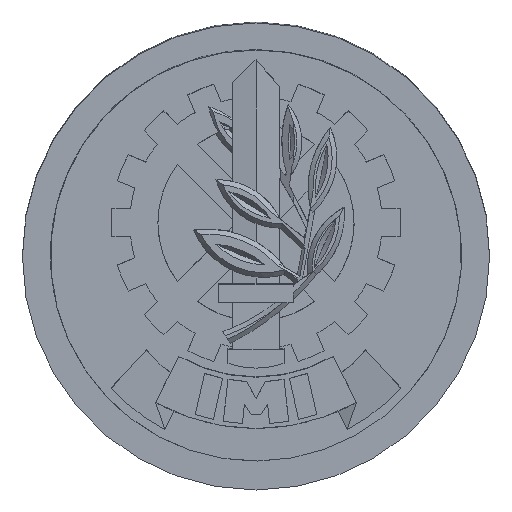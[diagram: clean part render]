
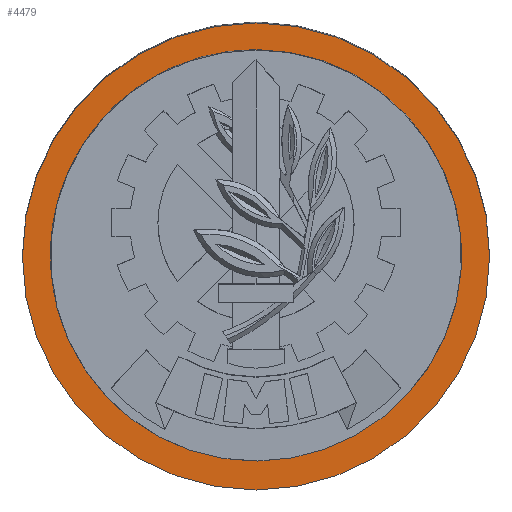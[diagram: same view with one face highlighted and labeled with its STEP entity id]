
A CAD part, top view. The second image highlights one B-rep face of the part: STEP entity #4479.
In plain terms, the highlighted face is planar.
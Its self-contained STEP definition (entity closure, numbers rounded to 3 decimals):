
#856=ELLIPSE('',#4753,11.,11.);
#890=B_SPLINE_CURVE_WITH_KNOTS('',3,(#6457,#6458,#6459,#6460),
 .UNSPECIFIED.,.F.,.F.,(4,4),(0.,1.),.UNSPECIFIED.);
#1084=ORIENTED_EDGE('',*,*,#2482,.F.);
#1085=ORIENTED_EDGE('',*,*,#2483,.F.);
#1086=ORIENTED_EDGE('',*,*,#2484,.T.);
#2482=EDGE_CURVE('',#3182,#3182,#3640,.T.);
#2483=EDGE_CURVE('',#3183,#3184,#890,.T.);
#2484=EDGE_CURVE('',#3183,#3184,#856,.T.);
#3182=VERTEX_POINT('',#6455);
#3183=VERTEX_POINT('',#6461);
#3184=VERTEX_POINT('',#6462);
#3640=CIRCLE('',#4751,12.5);
#3783=EDGE_LOOP('',(#1084));
#3784=EDGE_LOOP('',(#1085,#1086));
#4051=FACE_BOUND('',#3783,.T.);
#4052=FACE_BOUND('',#3784,.T.);
#4317=PLANE('',#4752);
#4479=ADVANCED_FACE('',(#4051,#4052),#4317,.F.);
#4751=AXIS2_PLACEMENT_3D('',#6454,#5188,#5189);
#4752=AXIS2_PLACEMENT_3D('',#6456,#5190,#5191);
#4753=AXIS2_PLACEMENT_3D('',#6463,#5192,#5193);
#5188=DIRECTION('',(0.,0.,-1.));
#5189=DIRECTION('',(1.,0.,0.));
#5190=DIRECTION('',(0.,0.,-1.));
#5191=DIRECTION('',(-1.,0.,0.));
#5192=DIRECTION('',(0.,0.,-1.));
#5193=DIRECTION('',(-1.,0.,0.));
#6454=CARTESIAN_POINT('',(0.,0.,2.));
#6455=CARTESIAN_POINT('',(12.5,0.,2.));
#6456=CARTESIAN_POINT('',(0.,0.,2.));
#6457=CARTESIAN_POINT('',(10.911,-0.572,2.));
#6458=CARTESIAN_POINT('',(10.931,-0.191,2.));
#6459=CARTESIAN_POINT('',(10.931,0.191,2.));
#6460=CARTESIAN_POINT('',(10.911,0.572,2.));
#6461=CARTESIAN_POINT('',(10.911,-0.572,2.));
#6462=CARTESIAN_POINT('',(10.911,0.572,2.));
#6463=CARTESIAN_POINT('',(-0.074,0.,2.));
